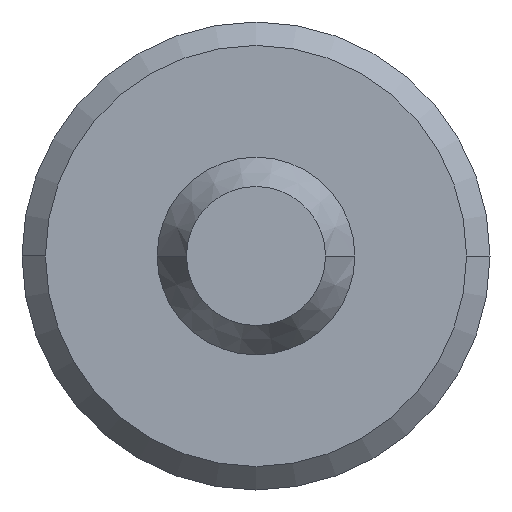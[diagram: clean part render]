
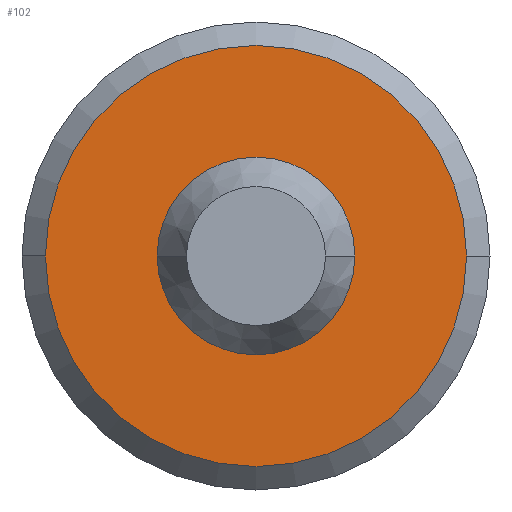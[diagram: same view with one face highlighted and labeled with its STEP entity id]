
A CAD part, front view. The second image highlights one B-rep face of the part: STEP entity #102.
In plain terms, the highlighted planar face has unit normal (0, -1, 0).
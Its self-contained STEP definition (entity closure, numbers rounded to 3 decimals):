
#102 = ADVANCED_FACE( '', ( #160, #161 ), #162, .T. );
#160 = FACE_BOUND( '', #219, .T. );
#161 = FACE_OUTER_BOUND( '', #220, .T. );
#162 = PLANE( '', #221 );
#219 = EDGE_LOOP( '', ( #421, #422 ) );
#220 = EDGE_LOOP( '', ( #423, #424 ) );
#221 = AXIS2_PLACEMENT_3D( '', #425, #426, #427 );
#421 = ORIENTED_EDGE( '', *, *, #478, .T. );
#422 = ORIENTED_EDGE( '', *, *, #465, .T. );
#423 = ORIENTED_EDGE( '', *, *, #440, .F. );
#424 = ORIENTED_EDGE( '', *, *, #485, .F. );
#425 = CARTESIAN_POINT( '', ( 3.94, -24., 0. ) );
#426 = DIRECTION( '', ( 0., -1., 0. ) );
#427 = DIRECTION( '', ( -1., 0., 0. ) );
#440 = EDGE_CURVE( '', #510, #512, #513, .T. );
#465 = EDGE_CURVE( '', #554, #556, #558, .T. );
#478 = EDGE_CURVE( '', #556, #554, #577, .T. );
#485 = EDGE_CURVE( '', #512, #510, #584, .T. );
#510 = VERTEX_POINT( '', #615 );
#512 = VERTEX_POINT( '', #618 );
#513 = CIRCLE( '', #619, 5.39 );
#554 = VERTEX_POINT( '', #671 );
#556 = VERTEX_POINT( '', #674 );
#558 = CIRCLE( '', #677, 2.53 );
#577 = CIRCLE( '', #703, 2.53 );
#584 = CIRCLE( '', #710, 5.39 );
#615 = CARTESIAN_POINT( '', ( 5.39, -24., 0. ) );
#618 = CARTESIAN_POINT( '', ( -5.39, -24., 0. ) );
#619 = AXIS2_PLACEMENT_3D( '', #736, #737, #738 );
#671 = CARTESIAN_POINT( '', ( 2.53, -24., 0. ) );
#674 = CARTESIAN_POINT( '', ( -2.53, -24., 0. ) );
#677 = AXIS2_PLACEMENT_3D( '', #785, #786, #787 );
#703 = AXIS2_PLACEMENT_3D( '', #810, #811, #812 );
#710 = AXIS2_PLACEMENT_3D( '', #831, #832, #833 );
#736 = CARTESIAN_POINT( '', ( 0., -24., 0. ) );
#737 = DIRECTION( '', ( 0., 1., 0. ) );
#738 = DIRECTION( '', ( 1., 0., 0. ) );
#785 = CARTESIAN_POINT( '', ( 0., -24., 0. ) );
#786 = DIRECTION( '', ( 0., 1., 0. ) );
#787 = DIRECTION( '', ( 1., 0., 0. ) );
#810 = CARTESIAN_POINT( '', ( 0., -24., 0. ) );
#811 = DIRECTION( '', ( 0., 1., 0. ) );
#812 = DIRECTION( '', ( 1., 0., 0. ) );
#831 = CARTESIAN_POINT( '', ( 0., -24., 0. ) );
#832 = DIRECTION( '', ( 0., 1., 0. ) );
#833 = DIRECTION( '', ( 1., 0., 0. ) );
